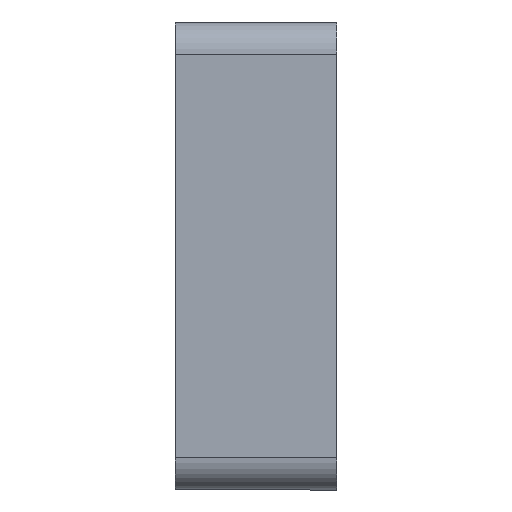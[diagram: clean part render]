
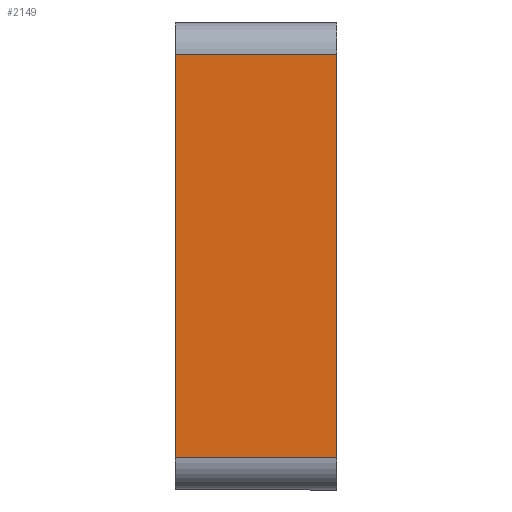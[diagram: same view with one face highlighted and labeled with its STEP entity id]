
A CAD part, left-side view. The second image highlights one B-rep face of the part: STEP entity #2149.
In plain terms, the highlighted planar face has unit normal (-1, 0, 0).
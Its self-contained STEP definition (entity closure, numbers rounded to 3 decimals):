
#51=PLANE('',#2327);
#179=FACE_OUTER_BOUND('',#315,.T.);
#315=EDGE_LOOP('',(#1917,#1918,#1919,#1920));
#620=LINE('',#8828,#720);
#624=LINE('',#8837,#724);
#633=LINE('',#8877,#733);
#646=LINE('',#8954,#746);
#720=VECTOR('',#2602,10.);
#724=VECTOR('',#2610,10.);
#733=VECTOR('',#2651,10.);
#746=VECTOR('',#2756,10.);
#923=VERTEX_POINT('',#8821);
#926=VERTEX_POINT('',#8826);
#929=VERTEX_POINT('',#8836);
#944=VERTEX_POINT('',#8876);
#1230=EDGE_CURVE('',#926,#923,#620,.T.);
#1234=EDGE_CURVE('',#923,#929,#624,.T.);
#1254=EDGE_CURVE('',#929,#944,#633,.T.);
#1286=EDGE_CURVE('',#944,#926,#646,.T.);
#1917=ORIENTED_EDGE('',*,*,#1230,.F.);
#1918=ORIENTED_EDGE('',*,*,#1286,.F.);
#1919=ORIENTED_EDGE('',*,*,#1254,.F.);
#1920=ORIENTED_EDGE('',*,*,#1234,.F.);
#2149=ADVANCED_FACE('',(#179),#51,.T.);
#2327=AXIS2_PLACEMENT_3D('',#8953,#2754,#2755);
#2602=DIRECTION('',(0.,-1.,0.));
#2610=DIRECTION('',(0.,0.,-1.));
#2651=DIRECTION('',(0.,1.,0.));
#2754=DIRECTION('center_axis',(-1.,0.,0.));
#2755=DIRECTION('ref_axis',(0.,0.,
-1.));
#2756=DIRECTION('',(0.,0.,1.));
#8821=CARTESIAN_POINT('',(242.045,-38.199,17.363));
#8826=CARTESIAN_POINT('',(242.045,-28.199,17.363));
#8828=CARTESIAN_POINT('',(242.045,-28.199,17.363));
#8836=CARTESIAN_POINT('',(242.045,-38.199,-7.637));
#8837=CARTESIAN_POINT('',(242.045,-38.199,-9.637));
#8876=CARTESIAN_POINT('',(242.045,-28.199,-7.637));
#8877=CARTESIAN_POINT('',(242.045,-28.199,-7.637));
#8953=CARTESIAN_POINT('Origin',(242.045,-28.199,19.363));
#8954=CARTESIAN_POINT('',(242.045,-28.199,-9.637));
